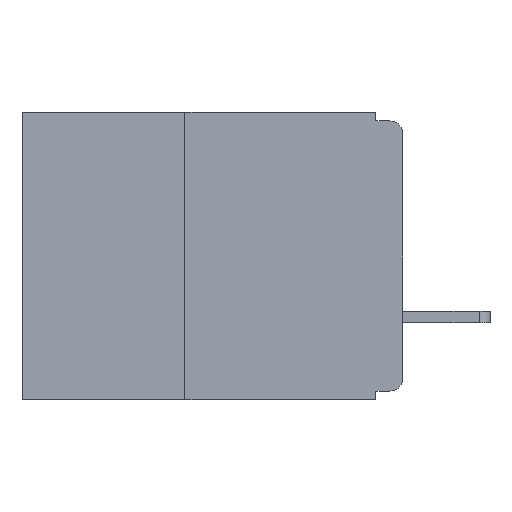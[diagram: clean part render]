
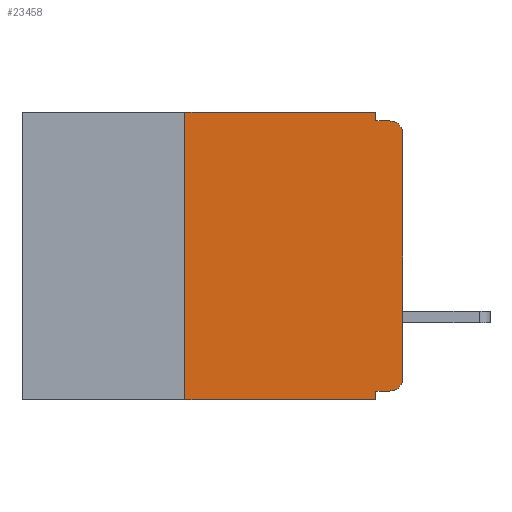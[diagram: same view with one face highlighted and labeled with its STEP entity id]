
A CAD part, left-side view. The second image highlights one B-rep face of the part: STEP entity #23458.
In plain terms, the highlighted planar face has unit normal (-1, 0, 0).
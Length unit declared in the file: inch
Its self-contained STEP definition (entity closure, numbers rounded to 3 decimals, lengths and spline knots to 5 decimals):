
#8 = LINE ( 'NONE', #13849, #15326 ) ;
#530 = ORIENTED_EDGE ( 'NONE', *, *, #17233, .F. ) ;
#778 = CARTESIAN_POINT ( 'NONE',  ( 0., 0.031, -0.32 ) ) ;
#893 = EDGE_CURVE ( 'NONE', #14383, #4283, #8, .T. ) ;
#1013 = LINE ( 'NONE', #22699, #16244 ) ;
#1069 = CARTESIAN_POINT ( 'NONE',  ( 0., 0.437, 0. ) ) ;
#1154 = ORIENTED_EDGE ( 'NONE', *, *, #893, .T. ) ;
#1248 = VECTOR ( 'NONE', #23462, 39.37008 ) ;
#2637 = DIRECTION ( 'NONE',  ( 0., 0., -1. ) ) ;
#2717 = DIRECTION ( 'NONE',  ( -1., 0., 0. ) ) ;
#2920 = CARTESIAN_POINT ( 'NONE',  ( 0., 0.015, -0.025 ) ) ;
#3050 = DIRECTION ( 'NONE',  ( 0., 0., -1. ) ) ;
#3170 = VECTOR ( 'NONE', #5439, 39.37008 ) ;
#3404 = CARTESIAN_POINT ( 'NONE',  ( 0., 0.031, 0. ) ) ;
#3591 = CARTESIAN_POINT ( 'NONE',  ( 0., 0.25, -0.33 ) ) ;
#3947 = EDGE_CURVE ( 'NONE', #18260, #16737, #14524, .T. ) ;
#4175 = VERTEX_POINT ( 'NONE', #16059 ) ;
#4283 = VERTEX_POINT ( 'NONE', #14933 ) ;
#4284 = ORIENTED_EDGE ( 'NONE', *, *, #3947, .T. ) ;
#4292 = DIRECTION ( 'NONE',  ( 0., 0., 1. ) ) ;
#4632 = VERTEX_POINT ( 'NONE', #778 ) ;
#4804 = CARTESIAN_POINT ( 'NONE',  ( 0., 0.015, -0.305 ) ) ;
#5439 = DIRECTION ( 'NONE',  ( 0., 0., -1. ) ) ;
#5509 = ORIENTED_EDGE ( 'NONE', *, *, #22449, .F. ) ;
#5750 = DIRECTION ( 'NONE',  ( 0., 0., -1. ) ) ;
#6442 = CARTESIAN_POINT ( 'NONE',  ( 0., 0.015, -0.01 ) ) ;
#6686 = CARTESIAN_POINT ( 'NONE',  ( 0., 0.031, 0. ) ) ;
#6840 = DIRECTION ( 'NONE',  ( 0., 0., -1. ) ) ;
#7389 = ORIENTED_EDGE ( 'NONE', *, *, #18353, .F. ) ;
#7531 = AXIS2_PLACEMENT_3D ( 'NONE', #1069, #14986, #3050 ) ;
#7719 = CARTESIAN_POINT ( 'NONE',  ( 0., 0.25, -0.33 ) ) ;
#7780 = VERTEX_POINT ( 'NONE', #16971 ) ;
#9249 = CIRCLE ( 'NONE', #17376, 0.015 ) ;
#9280 = CARTESIAN_POINT ( 'NONE',  ( 0., 0., -0.025 ) ) ;
#9995 = VERTEX_POINT ( 'NONE', #6686 ) ;
#10010 = FACE_OUTER_BOUND ( 'NONE', #12337, .T. ) ;
#10283 = EDGE_CURVE ( 'NONE', #14383, #4175, #12835, .T. ) ;
#11096 = VECTOR ( 'NONE', #4292, 39.37008 ) ;
#11127 = DIRECTION ( 'NONE',  ( 0., -1., 0. ) ) ;
#11956 = CARTESIAN_POINT ( 'NONE',  ( 0., 0.437, 0. ) ) ;
#12337 = EDGE_LOOP ( 'NONE', ( #18386, #4284, #14152, #14372, #7389, #17714, #1154, #5509, #530, #19672 ) ) ;
#12835 = LINE ( 'NONE', #3591, #22462 ) ;
#13328 = VECTOR ( 'NONE', #13941, 39.37008 ) ;
#13541 = DIRECTION ( 'NONE',  ( 0., 0., 1. ) ) ;
#13595 = CARTESIAN_POINT ( 'NONE',  ( 0., 0.031, -0.01 ) ) ;
#13849 = CARTESIAN_POINT ( 'NONE',  ( 0., 0.437, -0.33 ) ) ;
#13903 = CARTESIAN_POINT ( 'NONE',  ( 0., 0., -0.32 ) ) ;
#13941 = DIRECTION ( 'NONE',  ( 0., -1., 0. ) ) ;
#14149 = EDGE_CURVE ( 'NONE', #24128, #16737, #1013, .T. ) ;
#14152 = ORIENTED_EDGE ( 'NONE', *, *, #14149, .F. ) ;
#14228 = CARTESIAN_POINT ( 'NONE',  ( 0., 0., 0. ) ) ;
#14257 = EDGE_CURVE ( 'NONE', #9995, #24128, #18946, .T. ) ;
#14372 = ORIENTED_EDGE ( 'NONE', *, *, #14257, .F. ) ;
#14383 = VERTEX_POINT ( 'NONE', #7719 ) ;
#14524 = CIRCLE ( 'NONE', #20171, 0.015 ) ;
#14933 = CARTESIAN_POINT ( 'NONE',  ( 0., 0.031, -0.33 ) ) ;
#14986 = DIRECTION ( 'NONE',  ( 1., 0., 0. ) ) ;
#15326 = VECTOR ( 'NONE', #22697, 39.37008 ) ;
#15647 = CARTESIAN_POINT ( 'NONE',  ( 0., 0.031, -0.33 ) ) ;
#16059 = CARTESIAN_POINT ( 'NONE',  ( 0., 0.25, 0. ) ) ;
#16244 = VECTOR ( 'NONE', #11127, 39.37008 ) ;
#16737 = VERTEX_POINT ( 'NONE', #6442 ) ;
#16971 = CARTESIAN_POINT ( 'NONE',  ( 0., 0., -0.305 ) ) ;
#17233 = EDGE_CURVE ( 'NONE', #20276, #4632, #17682, .T. ) ;
#17376 = AXIS2_PLACEMENT_3D ( 'NONE', #4804, #18625, #6840 ) ;
#17682 = LINE ( 'NONE', #13903, #1248 ) ;
#17714 = ORIENTED_EDGE ( 'NONE', *, *, #10283, .F. ) ;
#18260 = VERTEX_POINT ( 'NONE', #9280 ) ;
#18353 = EDGE_CURVE ( 'NONE', #4175, #9995, #23544, .T. ) ;
#18386 = ORIENTED_EDGE ( 'NONE', *, *, #20128, .T. ) ;
#18625 = DIRECTION ( 'NONE',  ( -1., 0., 0. ) ) ;
#18946 = LINE ( 'NONE', #3404, #3170 ) ;
#19528 = LINE ( 'NONE', #15647, #23996 ) ;
#19672 = ORIENTED_EDGE ( 'NONE', *, *, #20266, .T. ) ;
#20128 = EDGE_CURVE ( 'NONE', #7780, #18260, #22010, .T. ) ;
#20171 = AXIS2_PLACEMENT_3D ( 'NONE', #2920, #2717, #2637 ) ;
#20266 = EDGE_CURVE ( 'NONE', #20276, #7780, #9249, .T. ) ;
#20276 = VERTEX_POINT ( 'NONE', #20535 ) ;
#20535 = CARTESIAN_POINT ( 'NONE',  ( 0., 0.015, -0.32 ) ) ;
#22010 = LINE ( 'NONE', #14228, #11096 ) ;
#22449 = EDGE_CURVE ( 'NONE', #4632, #4283, #19528, .T. ) ;
#22462 = VECTOR ( 'NONE', #13541, 39.37008 ) ;
#22607 = PLANE ( 'NONE',  #7531 ) ;
#22697 = DIRECTION ( 'NONE',  ( 0., -1., 0. ) ) ;
#22699 = CARTESIAN_POINT ( 'NONE',  ( 0., 0., -0.01 ) ) ;
#23458 = ADVANCED_FACE ( 'NONE', ( #10010 ), #22607, .F. ) ;
#23462 = DIRECTION ( 'NONE',  ( 0., 1., 0. ) ) ;
#23544 = LINE ( 'NONE', #11956, #13328 ) ;
#23996 = VECTOR ( 'NONE', #5750, 39.37008 ) ;
#24128 = VERTEX_POINT ( 'NONE', #13595 ) ;
